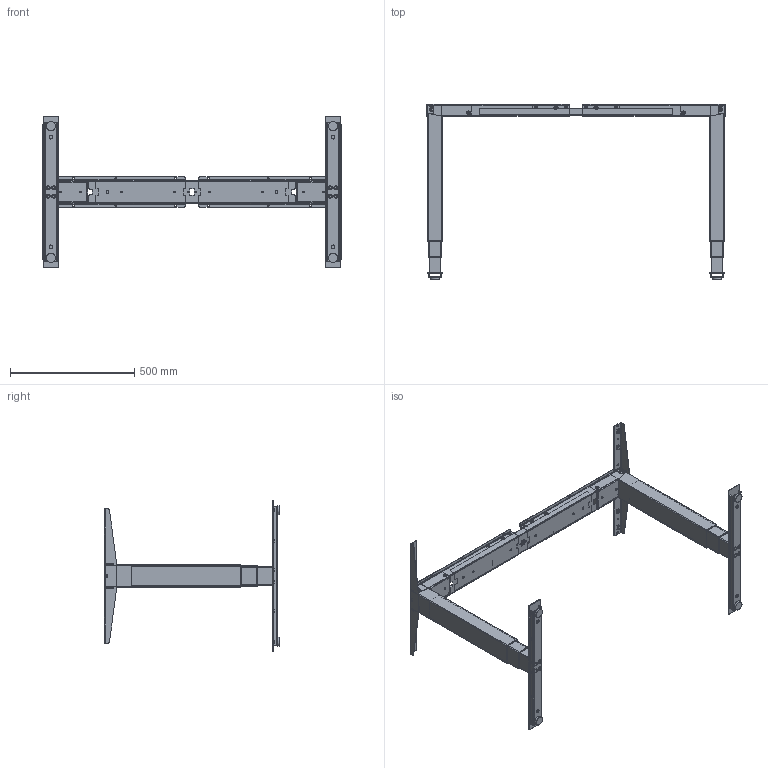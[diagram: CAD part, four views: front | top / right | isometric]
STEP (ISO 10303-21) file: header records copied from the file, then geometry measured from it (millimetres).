
FILE_DESCRIPTION (( 'STEP AP203' ), '1' );
FILE_NAME ('A21113111AxxG_ Aero 2.0 Flex -2022 2c_3S, Fl115.STEP', '2022-09-22T10:26:04', ( '' ), ( '' ), 'SwSTEP 2.0', 'SolidWorks 2021', '' );
FILE_SCHEMA (( 'CONFIG_CONTROL_DESIGN' ));
Products named in the file (1): A21113111AxxG_ Aero 2.0 Flex -2022 2c_3S, Fl115
Bounding box: 1200 x 705 x 610 mm (x, y, z)
Surface area: 2119483.2 mm2 (no closed solid volume)
Topology: 0 solids, 191 shells, 1550 faces, 7774 edges, 6160 vertices
Faces by surface type: plane 778, cylinder 548, torus 80, cone 72, bspline 64, sphere 8
Entity records: 81727 total; most frequent: CARTESIAN_POINT 23733, DIRECTION 11592, ORIENTED_EDGE 10284, EDGE_CURVE 7774, VERTEX_POINT 6160, VECTOR 4678, LINE 4678, AXIS2_PLACEMENT_3D 3457
